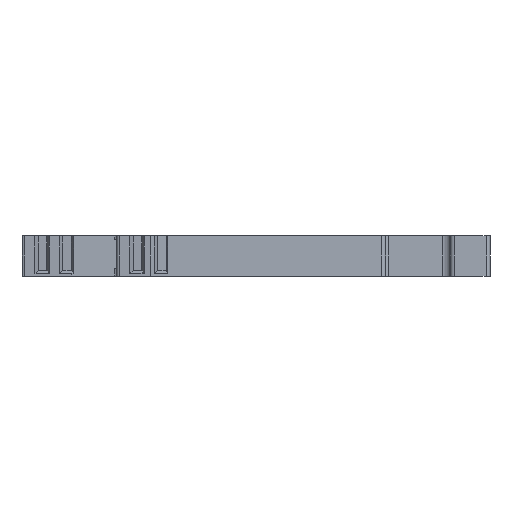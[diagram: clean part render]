
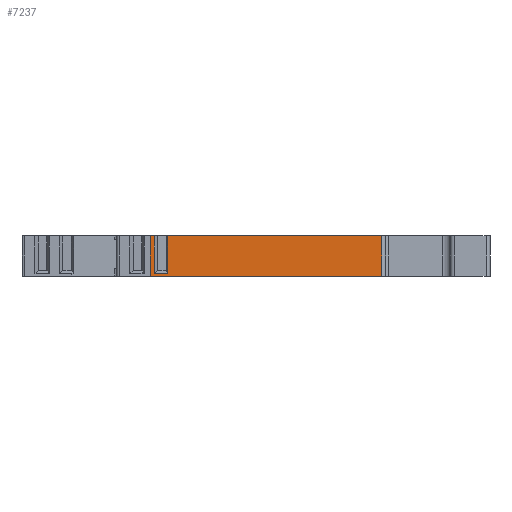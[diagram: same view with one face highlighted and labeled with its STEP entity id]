
A CAD part, left-side view. The second image highlights one B-rep face of the part: STEP entity #7237.
In plain terms, the highlighted planar face has unit normal (-1, 0, 0).
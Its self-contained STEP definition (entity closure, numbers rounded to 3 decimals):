
#168=DIRECTION('',(0.,-1.,0.));
#169=VECTOR('',#168,29.253);
#170=CARTESIAN_POINT('',(-32.545,36.953,-2.95));
#171=LINE('',#170,#169);
#500=DIRECTION('',(0.,1.,0.));
#501=VECTOR('',#500,0.51);
#502=CARTESIAN_POINT('',(-32.545,36.443,2.15));
#503=LINE('',#502,#501);
#1218=DIRECTION('',(0.,-1.,0.));
#1219=VECTOR('',#1218,27.048);
#1220=CARTESIAN_POINT('',(-32.545,34.748,2.15));
#1221=LINE('',#1220,#1219);
#1222=DIRECTION('',(0.,0.,-1.));
#1223=VECTOR('',#1222,5.1);
#1224=CARTESIAN_POINT('',(-32.545,7.7,2.15));
#1225=LINE('',#1224,#1223);
#1226=DIRECTION('',(0.,0.,1.));
#1227=VECTOR('',#1226,5.1);
#1228=CARTESIAN_POINT('',(-32.545,36.953,-2.95));
#1229=LINE('',#1228,#1227);
#1230=DIRECTION('',(0.,1.,0.));
#1231=VECTOR('',#1230,1.694);
#1232=CARTESIAN_POINT('',(-32.545,34.748,-2.6));
#1233=LINE('',#1232,#1231);
#4854=DIRECTION('',(0.,0.,1.));
#4855=VECTOR('',#4854,4.75);
#4856=CARTESIAN_POINT('',(-32.545,36.443,-2.6));
#4857=LINE('',#4856,#4855);
#4894=DIRECTION('',(0.,0.,-1.));
#4895=VECTOR('',#4894,4.75);
#4896=CARTESIAN_POINT('',(-32.545,34.748,2.15));
#4897=LINE('',#4896,#4895);
#5158=CARTESIAN_POINT('',(-32.545,34.748,2.15));
#5160=VERTEX_POINT('',#5158);
#5163=CARTESIAN_POINT('',(-32.545,36.443,2.15));
#5165=VERTEX_POINT('',#5163);
#5216=CARTESIAN_POINT('',(-32.545,34.748,-2.6));
#5217=VERTEX_POINT('',#5216);
#5240=CARTESIAN_POINT('',(-32.545,36.443,-2.6));
#5241=VERTEX_POINT('',#5240);
#5356=CARTESIAN_POINT('',(-32.545,36.953,2.15));
#5357=VERTEX_POINT('',#5356);
#5358=CARTESIAN_POINT('',(-32.545,36.953,-2.95));
#5359=VERTEX_POINT('',#5358);
#5407=CARTESIAN_POINT('',(-32.545,7.7,-2.95));
#5409=VERTEX_POINT('',#5407);
#5410=CARTESIAN_POINT('',(-32.545,7.7,2.15));
#5411=VERTEX_POINT('',#5410);
#7217=CARTESIAN_POINT('',(-32.545,29.2,2.15));
#7218=DIRECTION('',(1.,0.,0.));
#7219=DIRECTION('',(0.,1.,0.));
#7220=AXIS2_PLACEMENT_3D('',#7217,#7218,#7219);
#7221=PLANE('',#7220);
#7222=ORIENTED_EDGE('',*,*,#6643,.T.);
#7224=ORIENTED_EDGE('',*,*,#7223,.T.);
#7225=ORIENTED_EDGE('',*,*,#6438,.F.);
#7227=ORIENTED_EDGE('',*,*,#7226,.T.);
#7228=ORIENTED_EDGE('',*,*,#6655,.F.);
#7230=ORIENTED_EDGE('',*,*,#7229,.F.);
#7232=ORIENTED_EDGE('',*,*,#7231,.F.);
#7234=ORIENTED_EDGE('',*,*,#7233,.F.);
#7235=EDGE_LOOP('',(#7222,#7224,#7225,#7227,#7228,#7230,#7232,#7234));
#7236=FACE_OUTER_BOUND('',#7235,.F.);
#7237=ADVANCED_FACE('',(#7236),#7221,.F.);
#6438=EDGE_CURVE('',#5359,#5409,#171,.T.);
#6643=EDGE_CURVE('',#5160,#5411,#1221,.T.);
#6655=EDGE_CURVE('',#5165,#5357,#503,.T.);
#7223=EDGE_CURVE('',#5411,#5409,#1225,.T.);
#7226=EDGE_CURVE('',#5359,#5357,#1229,.T.);
#7229=EDGE_CURVE('',#5241,#5165,#4857,.T.);
#7231=EDGE_CURVE('',#5217,#5241,#1233,.T.);
#7233=EDGE_CURVE('',#5160,#5217,#4897,.T.);
